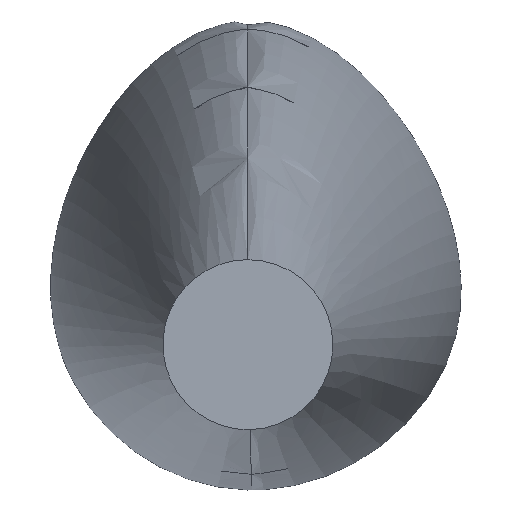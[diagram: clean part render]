
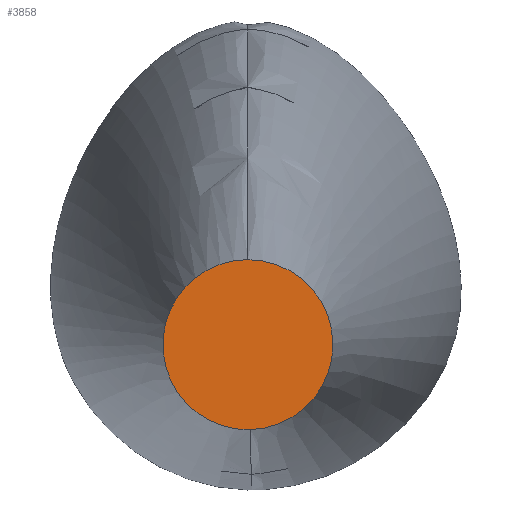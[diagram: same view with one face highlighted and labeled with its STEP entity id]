
A CAD part, top view. The second image highlights one B-rep face of the part: STEP entity #3858.
In plain terms, the highlighted planar face has unit normal (0, 0, 1).
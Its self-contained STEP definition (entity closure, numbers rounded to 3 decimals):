
#416 = DIRECTION ( 'NONE',  ( 0., 0., -1. ) ) ;
#582 = CIRCLE ( 'NONE', #2936, 45. ) ;
#632 = DIRECTION ( 'NONE',  ( 0., 1., 0. ) ) ;
#690 = CARTESIAN_POINT ( 'NONE',  ( 0., 0., 693.028 ) ) ;
#807 = EDGE_LOOP ( 'NONE', ( #3659, #3327 ) ) ;
#906 = CARTESIAN_POINT ( 'NONE',  ( 0., 45., 693.028 ) ) ;
#948 = CARTESIAN_POINT ( 'NONE',  ( 0., 0., 693.028 ) ) ;
#1127 = CIRCLE ( 'NONE', #1656, 45. ) ;
#1178 = VERTEX_POINT ( 'NONE', #906 ) ;
#1240 = CARTESIAN_POINT ( 'NONE',  ( 1.151, -44.985, 693.028 ) ) ;
#1453 = VERTEX_POINT ( 'NONE', #1240 ) ;
#1512 = DIRECTION ( 'NONE',  ( 0., 0., -1. ) ) ;
#1656 = AXIS2_PLACEMENT_3D ( 'NONE', #948, #1512, #2230 ) ;
#1869 = DIRECTION ( 'NONE',  ( 0., 0., -1. ) ) ;
#1886 = EDGE_CURVE ( 'NONE', #1178, #1453, #582, .T. ) ;
#2121 = EDGE_CURVE ( 'NONE', #1453, #1178, #1127, .T. ) ;
#2148 = CARTESIAN_POINT ( 'NONE',  ( 0., 0., 693.028 ) ) ;
#2230 = DIRECTION ( 'NONE',  ( 0., 1., 0. ) ) ;
#2618 = DIRECTION ( 'NONE',  ( 0., 1., 0. ) ) ;
#2936 = AXIS2_PLACEMENT_3D ( 'NONE', #2148, #1869, #632 ) ;
#2939 = PLANE ( 'NONE',  #3996 ) ;
#3327 = ORIENTED_EDGE ( 'NONE', *, *, #2121, .F. ) ;
#3659 = ORIENTED_EDGE ( 'NONE', *, *, #1886, .F. ) ;
#3858 = ADVANCED_FACE ( 'NONE', ( #3876 ), #2939, .F. ) ;
#3876 = FACE_OUTER_BOUND ( 'NONE', #807, .T. ) ;
#3996 = AXIS2_PLACEMENT_3D ( 'NONE', #690, #416, #2618 ) ;
